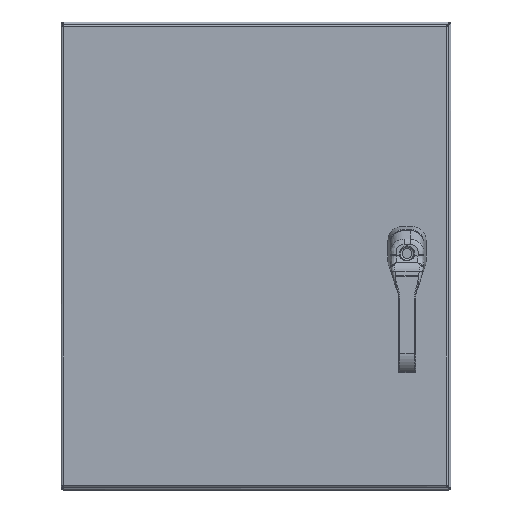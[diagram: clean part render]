
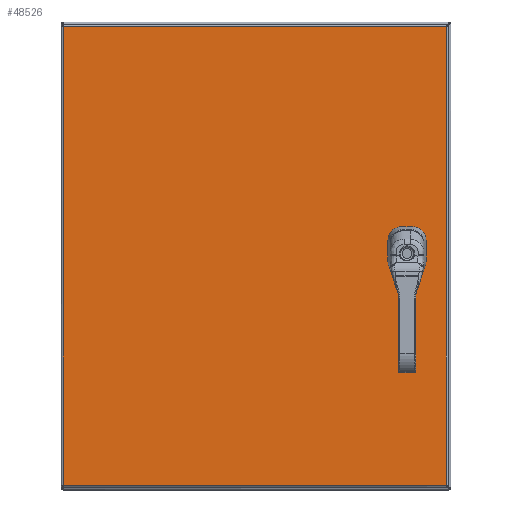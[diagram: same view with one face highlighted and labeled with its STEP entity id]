
A CAD part, top view. The second image highlights one B-rep face of the part: STEP entity #48526.
In plain terms, the highlighted planar face has unit normal (0, 0, 1).
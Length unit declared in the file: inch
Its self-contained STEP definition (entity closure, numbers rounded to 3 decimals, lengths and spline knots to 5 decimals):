
#25 = DIRECTION ( 'NONE',  ( -1., 0., 0. ) ) ;
#953 = CARTESIAN_POINT ( 'NONE',  ( 17.96262, 11.6, 8.9175 ) ) ;
#1105 = LINE ( 'NONE', #31832, #39845 ) ;
#1143 = CARTESIAN_POINT ( 'NONE',  ( 17.53738, 11.6, 8.9175 ) ) ;
#1364 = VERTEX_POINT ( 'NONE', #1143 ) ;
#4963 = VECTOR ( 'NONE', #63339, 39.37008 ) ;
#5171 = CIRCLE ( 'NONE', #31833, 0.453 ) ;
#5309 = VERTEX_POINT ( 'NONE', #13524 ) ;
#5390 = DIRECTION ( 'NONE',  ( 0., -1., 0. ) ) ;
#7882 = CARTESIAN_POINT ( 'NONE',  ( 9.9375, 12., 8.9175 ) ) ;
#9450 = ORIENTED_EDGE ( 'NONE', *, *, #61709, .F. ) ;
#9747 = DIRECTION ( 'NONE',  ( -1., 0., 0. ) ) ;
#9954 = VERTEX_POINT ( 'NONE', #17754 ) ;
#10292 = CARTESIAN_POINT ( 'NONE',  ( 9.9375, 23.76975, 8.9175 ) ) ;
#11250 = EDGE_CURVE ( 'NONE', #1364, #33411, #67785, .T. ) ;
#12142 = ORIENTED_EDGE ( 'NONE', *, *, #38664, .F. ) ;
#12309 = EDGE_CURVE ( 'NONE', #67282, #1364, #43399, .T. ) ;
#12660 = CARTESIAN_POINT ( 'NONE',  ( 18.15, 12., 8.9175 ) ) ;
#13072 = PLANE ( 'NONE',  #54382 ) ;
#13322 = DIRECTION ( 'NONE',  ( -1., 0., 0. ) ) ;
#13524 = CARTESIAN_POINT ( 'NONE',  ( 18.15, 12.21262, 8.9175 ) ) ;
#13586 = DIRECTION ( 'NONE',  ( 0., 0., -1. ) ) ;
#13812 = DIRECTION ( 'NONE',  ( 0., 1., 0. ) ) ;
#14151 = VERTEX_POINT ( 'NONE', #49736 ) ;
#14208 = EDGE_CURVE ( 'NONE', #73422, #24989, #21311, .T. ) ;
#14343 = CARTESIAN_POINT ( 'NONE',  ( 0.10525, 0.23025, 8.9175 ) ) ;
#14467 = DIRECTION ( 'NONE',  ( -1., 0., 0. ) ) ;
#14867 = CARTESIAN_POINT ( 'NONE',  ( 19.76975, 0.23025, 8.9175 ) ) ;
#15907 = EDGE_LOOP ( 'NONE', ( #67700, #34483, #34846, #69236, #22530, #60190, #71194, #9450 ) ) ;
#16580 = EDGE_CURVE ( 'NONE', #41703, #67282, #18823, .T. ) ;
#16670 = EDGE_CURVE ( 'NONE', #43173, #73422, #65709, .T. ) ;
#16866 = CARTESIAN_POINT ( 'NONE',  ( 17.75, 12., 8.9175 ) ) ;
#17227 = VECTOR ( 'NONE', #25, 39.37008 ) ;
#17754 = CARTESIAN_POINT ( 'NONE',  ( 0.10525, 23.76975, 8.9175 ) ) ;
#18802 = DIRECTION ( 'NONE',  ( 0., -1., 0. ) ) ;
#18823 = LINE ( 'NONE', #70576, #45612 ) ;
#19770 = CARTESIAN_POINT ( 'NONE',  ( 9.9375, 11.6, 8.9175 ) ) ;
#19871 = EDGE_CURVE ( 'NONE', #14151, #5309, #25024, .T. ) ;
#21311 = LINE ( 'NONE', #32465, #35135 ) ;
#22055 = CARTESIAN_POINT ( 'NONE',  ( 17.75, 12., 8.9175 ) ) ;
#22287 = VERTEX_POINT ( 'NONE', #32271 ) ;
#22530 = ORIENTED_EDGE ( 'NONE', *, *, #11250, .F. ) ;
#24989 = VERTEX_POINT ( 'NONE', #14343 ) ;
#25024 = LINE ( 'NONE', #12660, #47168 ) ;
#26182 = FACE_OUTER_BOUND ( 'NONE', #49700, .T. ) ;
#26329 = DIRECTION ( 'NONE',  ( 0., 0., 1. ) ) ;
#27101 = CARTESIAN_POINT ( 'NONE',  ( 19.76975, 23.76975, 8.9175 ) ) ;
#30994 = CARTESIAN_POINT ( 'NONE',  ( 17.35, 12.21262, 8.9175 ) ) ;
#31638 = DIRECTION ( 'NONE',  ( 1., 0., 0. ) ) ;
#31832 = CARTESIAN_POINT ( 'NONE',  ( 0.10525, 12., 8.9175 ) ) ;
#31833 = AXIS2_PLACEMENT_3D ( 'NONE', #50746, #38387, #9747 ) ;
#32271 = CARTESIAN_POINT ( 'NONE',  ( 17.53738, 12.4, 8.9175 ) ) ;
#32465 = CARTESIAN_POINT ( 'NONE',  ( 9.9375, 0.23025, 8.9175 ) ) ;
#32919 = LINE ( 'NONE', #64413, #17227 ) ;
#33411 = VERTEX_POINT ( 'NONE', #953 ) ;
#33924 = DIRECTION ( 'NONE',  ( 0., 0., 1. ) ) ;
#34001 = AXIS2_PLACEMENT_3D ( 'NONE', #16866, #40809, #34889 ) ;
#34483 = ORIENTED_EDGE ( 'NONE', *, *, #43182, .F. ) ;
#34846 = ORIENTED_EDGE ( 'NONE', *, *, #19871, .F. ) ;
#34889 = DIRECTION ( 'NONE',  ( -1., 0., 0. ) ) ;
#35135 = VECTOR ( 'NONE', #43803, 39.37008 ) ;
#35410 = LINE ( 'NONE', #10292, #4963 ) ;
#38128 = FACE_BOUND ( 'NONE', #15907, .T. ) ;
#38141 = CARTESIAN_POINT ( 'NONE',  ( 17.75, 12., 8.9175 ) ) ;
#38387 = DIRECTION ( 'NONE',  ( 0., 0., 1. ) ) ;
#38664 = EDGE_CURVE ( 'NONE', #9954, #43173, #35410, .T. ) ;
#39845 = VECTOR ( 'NONE', #13812, 39.37008 ) ;
#40809 = DIRECTION ( 'NONE',  ( 0., 0., 1. ) ) ;
#41331 = ORIENTED_EDGE ( 'NONE', *, *, #50825, .F. ) ;
#41703 = VERTEX_POINT ( 'NONE', #30994 ) ;
#43173 = VERTEX_POINT ( 'NONE', #27101 ) ;
#43182 = EDGE_CURVE ( 'NONE', #5309, #75993, #58051, .T. ) ;
#43399 = CIRCLE ( 'NONE', #63910, 0.453 ) ;
#43803 = DIRECTION ( 'NONE',  ( -1., 0., 0. ) ) ;
#44323 = EDGE_CURVE ( 'NONE', #75993, #22287, #32919, .T. ) ;
#44960 = CARTESIAN_POINT ( 'NONE',  ( 17.96262, 12.4, 8.9175 ) ) ;
#45612 = VECTOR ( 'NONE', #5390, 39.37008 ) ;
#45669 = ORIENTED_EDGE ( 'NONE', *, *, #16670, .F. ) ;
#47168 = VECTOR ( 'NONE', #59942, 39.37008 ) ;
#47388 = VECTOR ( 'NONE', #18802, 39.37008 ) ;
#47436 = CARTESIAN_POINT ( 'NONE',  ( 19.76975, 12., 8.9175 ) ) ;
#48526 = ADVANCED_FACE ( 'NONE', ( #38128, #26182 ), #13072, .F. ) ;
#49700 = EDGE_LOOP ( 'NONE', ( #61170, #45669, #12142, #41331 ) ) ;
#49736 = CARTESIAN_POINT ( 'NONE',  ( 18.15, 11.78738, 8.9175 ) ) ;
#50651 = DIRECTION ( 'NONE',  ( -1., 0., 0. ) ) ;
#50746 = CARTESIAN_POINT ( 'NONE',  ( 17.75, 12., 8.9175 ) ) ;
#50825 = EDGE_CURVE ( 'NONE', #24989, #9954, #1105, .T. ) ;
#52218 = EDGE_CURVE ( 'NONE', #33411, #14151, #70409, .T. ) ;
#54382 = AXIS2_PLACEMENT_3D ( 'NONE', #7882, #13586, #13322 ) ;
#58051 = CIRCLE ( 'NONE', #65520, 0.453 ) ;
#59942 = DIRECTION ( 'NONE',  ( 0., 1., 0. ) ) ;
#60190 = ORIENTED_EDGE ( 'NONE', *, *, #12309, .F. ) ;
#61170 = ORIENTED_EDGE ( 'NONE', *, *, #14208, .F. ) ;
#61709 = EDGE_CURVE ( 'NONE', #22287, #41703, #5171, .T. ) ;
#63219 = VECTOR ( 'NONE', #31638, 39.37008 ) ;
#63339 = DIRECTION ( 'NONE',  ( 1., 0., 0. ) ) ;
#63910 = AXIS2_PLACEMENT_3D ( 'NONE', #22055, #33924, #50651 ) ;
#64413 = CARTESIAN_POINT ( 'NONE',  ( 9.9375, 12.4, 8.9175 ) ) ;
#65520 = AXIS2_PLACEMENT_3D ( 'NONE', #38141, #26329, #14467 ) ;
#65709 = LINE ( 'NONE', #47436, #47388 ) ;
#67282 = VERTEX_POINT ( 'NONE', #72062 ) ;
#67700 = ORIENTED_EDGE ( 'NONE', *, *, #44323, .F. ) ;
#67785 = LINE ( 'NONE', #19770, #63219 ) ;
#69236 = ORIENTED_EDGE ( 'NONE', *, *, #52218, .F. ) ;
#70409 = CIRCLE ( 'NONE', #34001, 0.453 ) ;
#70576 = CARTESIAN_POINT ( 'NONE',  ( 17.35, 12., 8.9175 ) ) ;
#71194 = ORIENTED_EDGE ( 'NONE', *, *, #16580, .F. ) ;
#72062 = CARTESIAN_POINT ( 'NONE',  ( 17.35, 11.78738, 8.9175 ) ) ;
#73422 = VERTEX_POINT ( 'NONE', #14867 ) ;
#75993 = VERTEX_POINT ( 'NONE', #44960 ) ;
